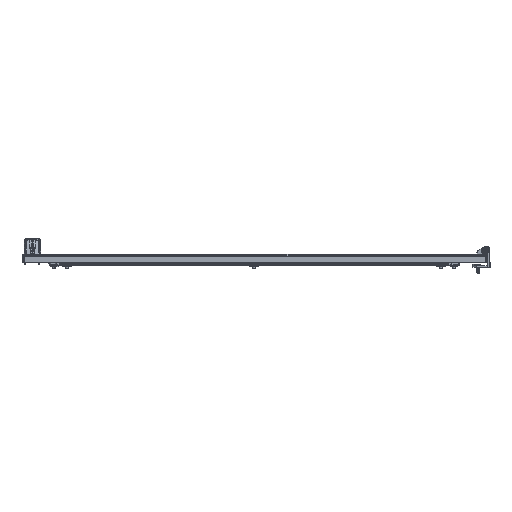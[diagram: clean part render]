
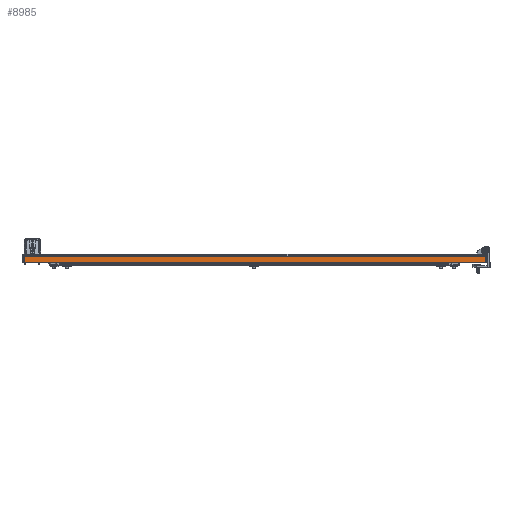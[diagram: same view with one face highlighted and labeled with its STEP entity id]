
A CAD part, front view. The second image highlights one B-rep face of the part: STEP entity #8985.
In plain terms, the highlighted planar face has unit normal (0, -1, 0).
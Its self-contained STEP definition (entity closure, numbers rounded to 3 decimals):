
#3886 = VERTEX_POINT ( 'NONE', #46460 ) ;
#6363 = CARTESIAN_POINT ( 'NONE',  ( -443., -1095., 0. ) ) ;
#8985 = ADVANCED_FACE ( 'NONE', ( #80277 ), #73232, .F. ) ;
#9409 = DIRECTION ( 'NONE',  ( 0., 1., 0. ) ) ;
#11714 = EDGE_CURVE ( 'NONE', #71407, #77794, #78303, .T. ) ;
#12622 = VECTOR ( 'NONE', #40443, 1000. ) ;
#15002 = VECTOR ( 'NONE', #42614, 1000. ) ;
#17930 = CARTESIAN_POINT ( 'NONE',  ( 443., -1095., -4. ) ) ;
#18453 = EDGE_CURVE ( 'NONE', #3886, #59640, #91914, .T. ) ;
#20277 = EDGE_CURVE ( 'NONE', #77794, #3886, #85218, .T. ) ;
#25952 = VECTOR ( 'NONE', #40651, 1000. ) ;
#26289 = EDGE_LOOP ( 'NONE', ( #31027, #82582, #66140, #78850 ) ) ;
#28642 = VECTOR ( 'NONE', #71259, 1000. ) ;
#29617 = CARTESIAN_POINT ( 'NONE',  ( 0., -1095., 0. ) ) ;
#31027 = ORIENTED_EDGE ( 'NONE', *, *, #80123, .T. ) ;
#33393 = LINE ( 'NONE', #54989, #12622 ) ;
#40443 = DIRECTION ( 'NONE',  ( 0., 0., 1. ) ) ;
#40651 = DIRECTION ( 'NONE',  ( 0., 0., 1. ) ) ;
#42614 = DIRECTION ( 'NONE',  ( 1., 0., 0. ) ) ;
#42622 = CARTESIAN_POINT ( 'NONE',  ( 445., -1095., -15.8 ) ) ;
#46460 = CARTESIAN_POINT ( 'NONE',  ( -443., -1095., -4. ) ) ;
#52562 = DIRECTION ( 'NONE',  ( 0., 0., 1. ) ) ;
#54989 = CARTESIAN_POINT ( 'NONE',  ( 443., -1095., 0. ) ) ;
#55591 = CARTESIAN_POINT ( 'NONE',  ( -443., -1095., -15.8 ) ) ;
#59478 = CARTESIAN_POINT ( 'NONE',  ( 443., -1095., -15.8 ) ) ;
#59640 = VERTEX_POINT ( 'NONE', #17930 ) ;
#66140 = ORIENTED_EDGE ( 'NONE', *, *, #20277, .F. ) ;
#71259 = DIRECTION ( 'NONE',  ( -1., 0., 0. ) ) ;
#71407 = VERTEX_POINT ( 'NONE', #59478 ) ;
#73232 = PLANE ( 'NONE',  #82789 ) ;
#77794 = VERTEX_POINT ( 'NONE', #55591 ) ;
#78303 = LINE ( 'NONE', #42622, #28642 ) ;
#78850 = ORIENTED_EDGE ( 'NONE', *, *, #11714, .F. ) ;
#80123 = EDGE_CURVE ( 'NONE', #71407, #59640, #33393, .T. ) ;
#80277 = FACE_OUTER_BOUND ( 'NONE', #26289, .T. ) ;
#82582 = ORIENTED_EDGE ( 'NONE', *, *, #18453, .F. ) ;
#82789 = AXIS2_PLACEMENT_3D ( 'NONE', #29617, #9409, #52562 ) ;
#84417 = CARTESIAN_POINT ( 'NONE',  ( 0., -1095., -4. ) ) ;
#85218 = LINE ( 'NONE', #6363, #25952 ) ;
#91914 = LINE ( 'NONE', #84417, #15002 ) ;
